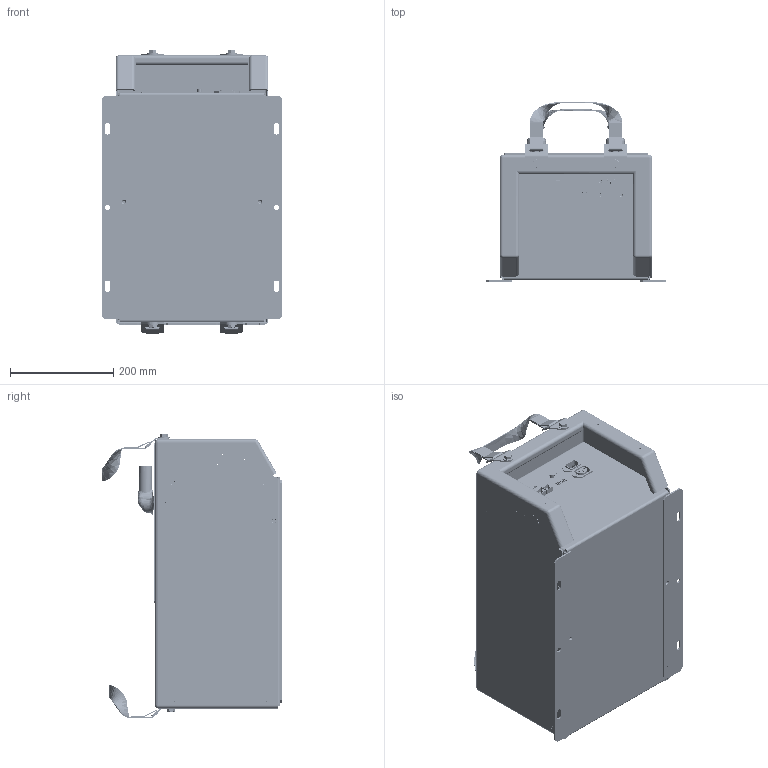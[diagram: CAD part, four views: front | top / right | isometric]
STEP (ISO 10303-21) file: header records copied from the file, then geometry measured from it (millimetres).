
FILE_DESCRIPTION (( 'STEP AP214' ), '1' );
FILE_NAME ('3DCAD-8Z-RGD-STEP_RevA.STEP', '2023-02-03T23:01:16', ( '' ), ( '' ), 'SwSTEP 2.0', 'SolidWorks 2022', '' );
FILE_SCHEMA (( 'AUTOMOTIVE_DESIGN' ));
Length unit declared in the file: inch
Products named in the file (1): 3DCAD-8Z-RGD-STEP_RevA
Bounding box: 348.93 x 347.26 x 548.81 mm (x, y, z)
Volume: 2923424.2 mm3; surface area: 2011609.1 mm2
Topology: 361 solids, 361 shells, 8565 faces, 23592 edges, 16555 vertices
Faces by surface type: plane 5765, cylinder 1589, bspline 740, cone 379, torus 84, sphere 8
Full cylindrical faces by diameter (mm): 0.55 x2, 0.58 x1, 0.6 x20, 0.65 x10, 0.66 x1, 0.7 x4, 0.8 x6, 1 x62, 1.016 x6, 1.1 x13, 1.13 x4, 1.3 x10, 1.5 x2, 1.524 x10, 1.69 x4, 1.7 x14, 1.8 x3, 1.902 x9, 2.156 x9, 2.638 x14, 2.946 x4, 2.997 x1, 3 x4, 3.048 x19, 3.053 x8, 3.25 x14, 3.307 x14, 3.5 x6, 3.658 x18, 4.166 x10
Entity records: 405564 total; most frequent: CARTESIAN_POINT 136554, ORIENTED_EDGE 44850, DIRECTION 38859, EDGE_CURVE 22425, VERTEX_POINT 16327, LINE 15793, VECTOR 15793, AXIS2_PLACEMENT_3D 11533
